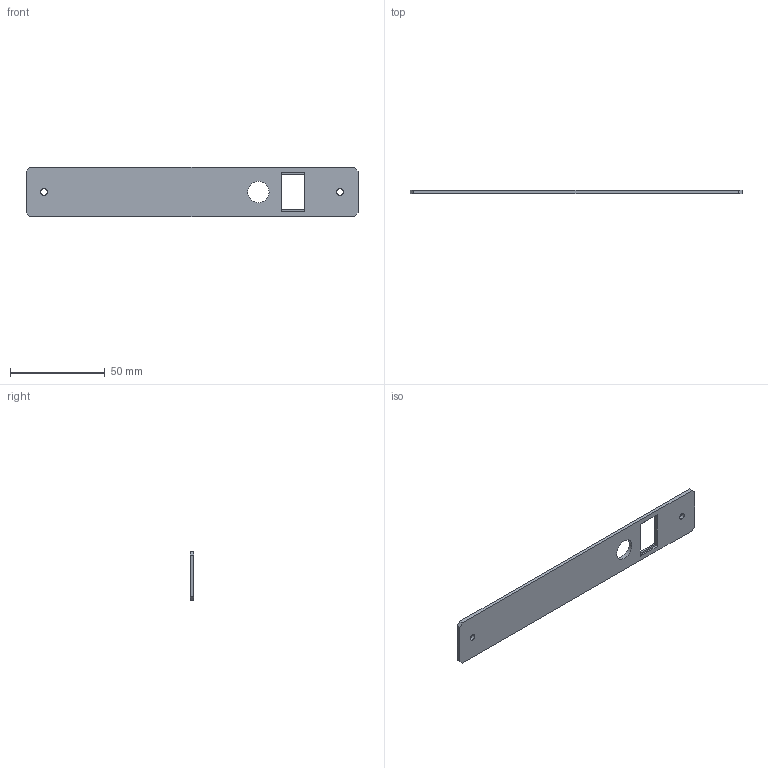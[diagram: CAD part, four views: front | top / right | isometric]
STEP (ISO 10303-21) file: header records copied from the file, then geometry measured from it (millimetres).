
FILE_DESCRIPTION(('FreeCAD Model'),'2;1');
FILE_NAME('Open CASCADE Shape Model','2023-04-16T10:28:27',('Author'),( ''),'Open CASCADE STEP processor 7.5','FreeCAD','Unknown');
FILE_SCHEMA(('AUTOMOTIVE_DESIGN { 1 0 10303 214 1 1 1 1 }'));
Length unit declared in the file: millimetre
Products named in the file (1): rear.bottom.panel
Bounding box: 175 x 2 x 26 mm (x, y, z)
Volume: 8360.6 mm3; surface area: 9421.8 mm2
Topology: 1 solids, 1 shells, 21 faces, 57 edges, 38 vertices
Faces by surface type: plane 18, cylinder 3
Full cylindrical faces by diameter (mm): 3.4 x2, 11.2 x1
Entity records: 1427 total; most frequent: CARTESIAN_POINT 249, DIRECTION 208, LINE 147, VECTOR 147, ORIENTED_EDGE 114, PCURVE 114, DEFINITIONAL_REPRESENTATION 114, EDGE_CURVE 57
